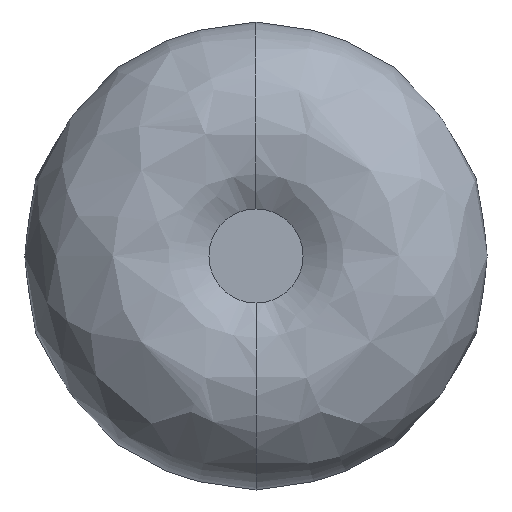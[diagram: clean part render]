
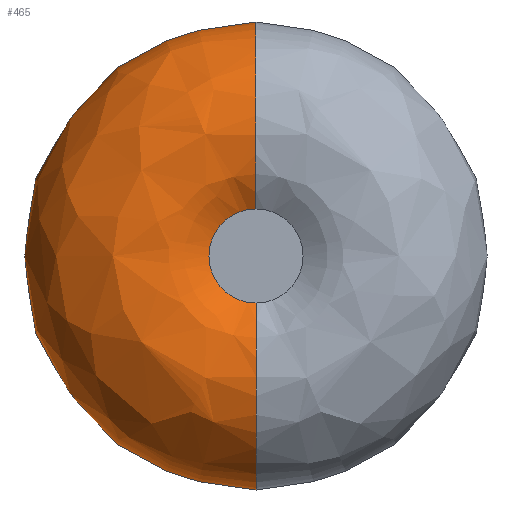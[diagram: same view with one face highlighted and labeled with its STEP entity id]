
A CAD part, front view. The second image highlights one B-rep face of the part: STEP entity #465.
In plain terms, the highlighted free-form (B-spline) face has degree [3, 3] with [4, 4] control points.
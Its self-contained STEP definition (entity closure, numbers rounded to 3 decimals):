
#1 = DIRECTION ( 'NONE',  ( 0., 0., 1. ) ) ;
#6 = CARTESIAN_POINT ( 'NONE',  ( 0., 5., 5. ) ) ;
#32 = CARTESIAN_POINT ( 'NONE',  ( 0., 0.992, 0. ) ) ;
#41 = CARTESIAN_POINT ( 'NONE',  ( -16.366, -3.61, -8.183 ) ) ;
#43 = CARTESIAN_POINT ( 'NONE',  ( -27.238, 1.841, -13.619 ) ) ;
#49 = CARTESIAN_POINT ( 'NONE',  ( 0., 8., -9. ) ) ;
#59 = AXIS2_PLACEMENT_3D ( 'NONE', #6, #157, #387 ) ;
#74 = CARTESIAN_POINT ( 'NONE',  ( 0., 8., 9. ) ) ;
#77 = EDGE_CURVE ( 'NONE', #212, #519, #276, .T. ) ;
#86 = CARTESIAN_POINT ( 'NONE',  ( 0., -3.61, 8.183 ) ) ;
#128 = VERTEX_POINT ( 'NONE', #74 ) ;
#134 = AXIS2_PLACEMENT_3D ( 'NONE', #32, #427, #1 ) ;
#137 = CARTESIAN_POINT ( 'NONE',  ( 0., 1.841, 13.619 ) ) ;
#143 = EDGE_CURVE ( 'NONE', #212, #128, #413, .T. ) ;
#150 = ORIENTED_EDGE ( 'NONE', *, *, #274, .F. ) ;
#157 = DIRECTION ( 'NONE',  ( 1., 0., 0. ) ) ;
#171 = ORIENTED_EDGE ( 'NONE', *, *, #143, .F. ) ;
#176 = DIRECTION ( 'NONE',  ( 0., 0., 1. ) ) ;
#181 = EDGE_CURVE ( 'NONE', #519, #241, #500, .T. ) ;
#212 = VERTEX_POINT ( 'NONE', #49 ) ;
#224 = ORIENTED_EDGE ( 'NONE', *, *, #181, .T. ) ;
#235 = CARTESIAN_POINT ( 'NONE',  ( 0., 8., -9. ) ) ;
#237 = CARTESIAN_POINT ( 'NONE',  ( 0., -3.61, -8.183 ) ) ;
#241 = VERTEX_POINT ( 'NONE', #297 ) ;
#274 = EDGE_CURVE ( 'NONE', #128, #241, #595, .T. ) ;
#276 = CIRCLE ( 'NONE', #601, 5. ) ;
#297 = CARTESIAN_POINT ( 'NONE',  ( 0., 0.992, 2.011 ) ) ;
#317 =( BOUNDED_SURFACE ( )  B_SPLINE_SURFACE ( 3, 3, ( 
 ( #235, #323, #551, #605 ),
 ( #602, #43, #327, #137 ),
 ( #237, #41, #330, #86 ),
 ( #377, #372, #380, #420 ) ),
 .UNSPECIFIED., .F., .F., .T. ) 
 B_SPLINE_SURFACE_WITH_KNOTS ( ( 4, 4 ),
 ( 4, 4 ),
 ( 0., 1. ),
 ( 0., 1. ),
 .UNSPECIFIED. ) 
 GEOMETRIC_REPRESENTATION_ITEM ( )  RATIONAL_B_SPLINE_SURFACE ( (
 ( 1., 0.333, 0.333, 1.),
 ( 0.429, 0.143, 0.143, 0.429),
 ( 0.429, 0.143, 0.143, 0.429),
 ( 1., 0.333, 0.333, 1.) ) ) 
 REPRESENTATION_ITEM ( '' )  SURFACE ( )  );
#323 = CARTESIAN_POINT ( 'NONE',  ( -18., 8., -9. ) ) ;
#327 = CARTESIAN_POINT ( 'NONE',  ( -27.238, 1.841, 13.619 ) ) ;
#330 = CARTESIAN_POINT ( 'NONE',  ( -16.366, -3.61, 8.183 ) ) ;
#344 = FACE_OUTER_BOUND ( 'NONE', #463, .T. ) ;
#372 = CARTESIAN_POINT ( 'NONE',  ( -4.023, 0.992, -2.011 ) ) ;
#377 = CARTESIAN_POINT ( 'NONE',  ( 0., 0.992, -2.011 ) ) ;
#380 = CARTESIAN_POINT ( 'NONE',  ( -4.023, 0.992, 2.011 ) ) ;
#387 = DIRECTION ( 'NONE',  ( 0., 0., 1. ) ) ;
#392 = AXIS2_PLACEMENT_3D ( 'NONE', #412, #464, #176 ) ;
#403 = DIRECTION ( 'NONE',  ( -1., 0., 0. ) ) ;
#412 = CARTESIAN_POINT ( 'NONE',  ( 0., 8., 0. ) ) ;
#413 = CIRCLE ( 'NONE', #392, 9. ) ;
#420 = CARTESIAN_POINT ( 'NONE',  ( 0., 0.992, 2.011 ) ) ;
#427 = DIRECTION ( 'NONE',  ( 0., 1., 0. ) ) ;
#463 = EDGE_LOOP ( 'NONE', ( #171, #574, #224, #150 ) ) ;
#464 = DIRECTION ( 'NONE',  ( 0., 1., 0. ) ) ;
#465 = ADVANCED_FACE ( 'NONE', ( #344 ), #317, .T. ) ;
#476 = CARTESIAN_POINT ( 'NONE',  ( 0., 0.992, -2.011 ) ) ;
#496 = DIRECTION ( 'NONE',  ( 0., 0., -1. ) ) ;
#500 = CIRCLE ( 'NONE', #134, 2.011 ) ;
#519 = VERTEX_POINT ( 'NONE', #476 ) ;
#551 = CARTESIAN_POINT ( 'NONE',  ( -18., 8., 9. ) ) ;
#574 = ORIENTED_EDGE ( 'NONE', *, *, #77, .T. ) ;
#579 = CARTESIAN_POINT ( 'NONE',  ( 0., 5., -5. ) ) ;
#595 = CIRCLE ( 'NONE', #59, 5. ) ;
#601 = AXIS2_PLACEMENT_3D ( 'NONE', #579, #403, #496 ) ;
#602 = CARTESIAN_POINT ( 'NONE',  ( 0., 1.841, -13.619 ) ) ;
#605 = CARTESIAN_POINT ( 'NONE',  ( 0., 8., 9. ) ) ;
